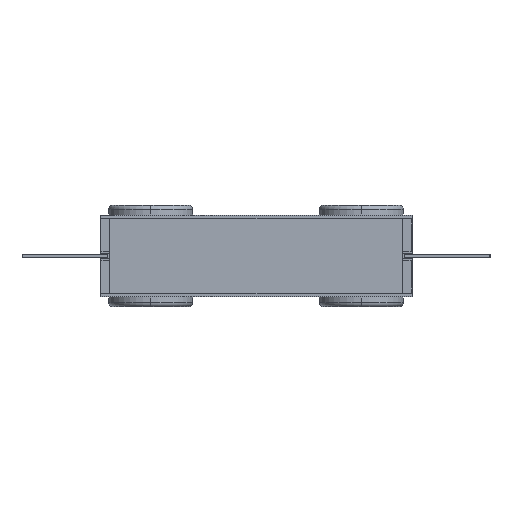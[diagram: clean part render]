
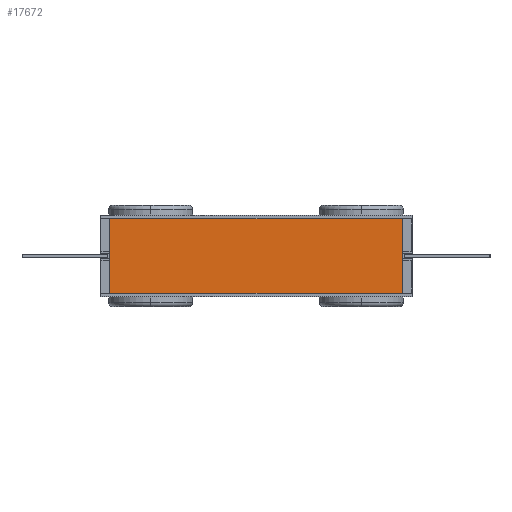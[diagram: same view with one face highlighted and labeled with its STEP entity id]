
A CAD part, left-side view. The second image highlights one B-rep face of the part: STEP entity #17672.
In plain terms, the highlighted planar face has unit normal (-1, 0, 0).
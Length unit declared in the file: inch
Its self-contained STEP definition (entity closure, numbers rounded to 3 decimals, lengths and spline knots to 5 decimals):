
#827 = VERTEX_POINT ( 'NONE', #36703 ) ;
#1386 = VECTOR ( 'NONE', #10024, 39.37008 ) ;
#2553 = CARTESIAN_POINT ( 'NONE',  ( -1.1, -0.4, 0.105 ) ) ;
#5726 = LINE ( 'NONE', #17092, #7985 ) ;
#5743 = VERTEX_POINT ( 'NONE', #5871 ) ;
#5871 = CARTESIAN_POINT ( 'NONE',  ( -1.1, -0.375, -0.095 ) ) ;
#5974 = CARTESIAN_POINT ( 'NONE',  ( -1.1, -0.375, 0.095 ) ) ;
#6828 = CARTESIAN_POINT ( 'NONE',  ( -1.1, 0.375, 0.105 ) ) ;
#7985 = VECTOR ( 'NONE', #34671, 39.37008 ) ;
#10024 = DIRECTION ( 'NONE',  ( 0., 0., 1. ) ) ;
#10797 = DIRECTION ( 'NONE',  ( 0., 0., -1. ) ) ;
#15454 = VERTEX_POINT ( 'NONE', #17186 ) ;
#16441 = ORIENTED_EDGE ( 'NONE', *, *, #27346, .T. ) ;
#17092 = CARTESIAN_POINT ( 'NONE',  ( -1.1, -0.4, 0.095 ) ) ;
#17186 = CARTESIAN_POINT ( 'NONE',  ( -1.1, 0.375, 0.095 ) ) ;
#17418 = CARTESIAN_POINT ( 'NONE',  ( -1.1, -0.4, -0.095 ) ) ;
#17672 = ADVANCED_FACE ( 'NONE', ( #18715 ), #36441, .F. ) ;
#18032 = DIRECTION ( 'NONE',  ( 0., 0., -1. ) ) ;
#18665 = ORIENTED_EDGE ( 'NONE', *, *, #27681, .T. ) ;
#18715 = FACE_OUTER_BOUND ( 'NONE', #23325, .T. ) ;
#18732 = EDGE_CURVE ( 'NONE', #31394, #15454, #5726, .T. ) ;
#18954 = CARTESIAN_POINT ( 'NONE',  ( -1.1, -0.375, 0.105 ) ) ;
#20597 = EDGE_CURVE ( 'NONE', #5743, #827, #28662, .T. ) ;
#22784 = ORIENTED_EDGE ( 'NONE', *, *, #20597, .F. ) ;
#23325 = EDGE_LOOP ( 'NONE', ( #16441, #25526, #18665, #22784 ) ) ;
#25526 = ORIENTED_EDGE ( 'NONE', *, *, #18732, .T. ) ;
#27346 = EDGE_CURVE ( 'NONE', #5743, #31394, #30134, .T. ) ;
#27681 = EDGE_CURVE ( 'NONE', #15454, #827, #36437, .T. ) ;
#27913 = DIRECTION ( 'NONE',  ( 1., 0., 0. ) ) ;
#28662 = LINE ( 'NONE', #17418, #35384 ) ;
#30134 = LINE ( 'NONE', #18954, #1386 ) ;
#31394 = VERTEX_POINT ( 'NONE', #5974 ) ;
#32395 = VECTOR ( 'NONE', #18032, 39.37008 ) ;
#32517 = AXIS2_PLACEMENT_3D ( 'NONE', #2553, #27913, #10797 ) ;
#34671 = DIRECTION ( 'NONE',  ( 0., 1., 0. ) ) ;
#34885 = DIRECTION ( 'NONE',  ( 0., 1., 0. ) ) ;
#35384 = VECTOR ( 'NONE', #34885, 39.37008 ) ;
#36437 = LINE ( 'NONE', #6828, #32395 ) ;
#36441 = PLANE ( 'NONE',  #32517 ) ;
#36703 = CARTESIAN_POINT ( 'NONE',  ( -1.1, 0.375, -0.095 ) ) ;
